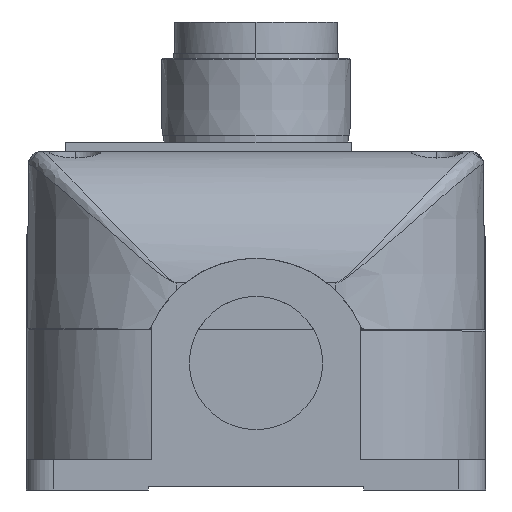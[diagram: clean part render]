
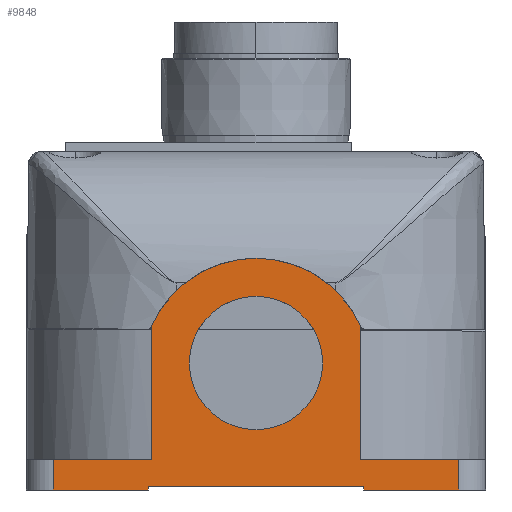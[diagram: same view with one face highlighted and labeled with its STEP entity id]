
A CAD part, left-side view. The second image highlights one B-rep face of the part: STEP entity #9848.
In plain terms, the highlighted planar face has unit normal (-1, 0, 0).
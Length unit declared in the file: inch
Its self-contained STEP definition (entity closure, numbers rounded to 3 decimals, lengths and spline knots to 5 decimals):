
#264 = DIRECTION ( 'NONE',  ( 0., 1., 0. ) ) ;
#572 = ORIENTED_EDGE ( 'NONE', *, *, #13164, .T. ) ;
#831 = LINE ( 'NONE', #20373, #12193 ) ;
#1139 = CARTESIAN_POINT ( 'NONE',  ( 0., -1.42312, 0.37402 ) ) ;
#1147 = DIRECTION ( 'NONE',  ( 0., 0., 1. ) ) ;
#1280 = LINE ( 'NONE', #9406, #16404 ) ;
#1294 = VECTOR ( 'NONE', #3472, 39.37008 ) ;
#1361 = ORIENTED_EDGE ( 'NONE', *, *, #25203, .F. ) ;
#1368 = CARTESIAN_POINT ( 'NONE',  ( 0., -2.68088, 0.18898 ) ) ;
#1414 = CARTESIAN_POINT ( 'NONE',  ( 0., -2.0703, 1.01706 ) ) ;
#1609 = PLANE ( 'NONE',  #6832 ) ;
#1637 = LINE ( 'NONE', #7807, #1294 ) ;
#1828 = CARTESIAN_POINT ( 'NONE',  ( 0., -0.16536, 0. ) ) ;
#2004 = CARTESIAN_POINT ( 'NONE',  ( 0., -0.75383, 0.01969 ) ) ;
#2120 = CARTESIAN_POINT ( 'NONE',  ( 0., -1.42312, 0.7874 ) ) ;
#2887 = LINE ( 'NONE', #6581, #10274 ) ;
#2913 = DIRECTION ( 'NONE',  ( 0., 0., -1. ) ) ;
#3113 = VECTOR ( 'NONE', #13184, 39.37008 ) ;
#3301 = ORIENTED_EDGE ( 'NONE', *, *, #4198, .F. ) ;
#3388 = AXIS2_PLACEMENT_3D ( 'NONE', #19026, #16675, #2913 ) ;
#3472 = DIRECTION ( 'NONE',  ( 0., 1., 0. ) ) ;
#3583 = FACE_BOUND ( 'NONE', #22155, .T. ) ;
#4091 = ORIENTED_EDGE ( 'NONE', *, *, #14301, .F. ) ;
#4198 = EDGE_CURVE ( 'NONE', #10992, #5502, #21229, .T. ) ;
#5125 = ORIENTED_EDGE ( 'NONE', *, *, #20687, .F. ) ;
#5126 = ORIENTED_EDGE ( 'NONE', *, *, #7985, .F. ) ;
#5164 = ORIENTED_EDGE ( 'NONE', *, *, #18943, .T. ) ;
#5375 = CARTESIAN_POINT ( 'NONE',  ( 0., -0.75383, 0. ) ) ;
#5502 = VERTEX_POINT ( 'NONE', #19859 ) ;
#5622 = AXIS2_PLACEMENT_3D ( 'NONE', #19758, #23188, #13855 ) ;
#5783 = EDGE_CURVE ( 'NONE', #18910, #15530, #13505, .T. ) ;
#5897 = CARTESIAN_POINT ( 'NONE',  ( 0., -0.77594, 0.18898 ) ) ;
#5963 = CARTESIAN_POINT ( 'NONE',  ( 0., -2.09241, 0.01969 ) ) ;
#6130 = CARTESIAN_POINT ( 'NONE',  ( 0., -0.16536, 0.18898 ) ) ;
#6581 = CARTESIAN_POINT ( 'NONE',  ( 0., -2.09241, 0.18898 ) ) ;
#6832 = AXIS2_PLACEMENT_3D ( 'NONE', #25821, #17592, #15366 ) ;
#6905 = LINE ( 'NONE', #14884, #3113 ) ;
#7086 = CARTESIAN_POINT ( 'NONE',  ( 0., -2.09241, 0. ) ) ;
#7193 = CARTESIAN_POINT ( 'NONE',  ( 0., -2.0703, 0.18898 ) ) ;
#7327 = DIRECTION ( 'NONE',  ( 0., 0., -1. ) ) ;
#7599 = VERTEX_POINT ( 'NONE', #7086 ) ;
#7652 = ORIENTED_EDGE ( 'NONE', *, *, #25490, .F. ) ;
#7799 = DIRECTION ( 'NONE',  ( 0., 0., -1. ) ) ;
#7807 = CARTESIAN_POINT ( 'NONE',  ( 0., -0.75383, 0. ) ) ;
#7985 = EDGE_CURVE ( 'NONE', #14598, #15530, #25234, .T. ) ;
#8680 = VERTEX_POINT ( 'NONE', #2004 ) ;
#8920 = VECTOR ( 'NONE', #7799, 39.37008 ) ;
#8922 = DIRECTION ( 'NONE',  ( 0., 1., 0. ) ) ;
#9226 = VECTOR ( 'NONE', #21728, 39.37008 ) ;
#9291 = VECTOR ( 'NONE', #24003, 39.37008 ) ;
#9406 = CARTESIAN_POINT ( 'NONE',  ( 0., -0.77594, 1.01706 ) ) ;
#9848 = ADVANCED_FACE ( 'NONE', ( #3583, #11568 ), #1609, .T. ) ;
#9880 = LINE ( 'NONE', #25567, #9291 ) ;
#10274 = VECTOR ( 'NONE', #8922, 39.37008 ) ;
#10679 = DIRECTION ( 'NONE',  ( 0., 0., -1. ) ) ;
#10868 = CARTESIAN_POINT ( 'NONE',  ( 0., -2.68088, 0. ) ) ;
#10992 = VERTEX_POINT ( 'NONE', #1139 ) ;
#11401 = EDGE_CURVE ( 'NONE', #15870, #8680, #21206, .T. ) ;
#11568 = FACE_OUTER_BOUND ( 'NONE', #23975, .T. ) ;
#11665 = CARTESIAN_POINT ( 'NONE',  ( 0., -2.09241, 0.18898 ) ) ;
#11763 = DIRECTION ( 'NONE',  ( 0., 1., 0. ) ) ;
#12193 = VECTOR ( 'NONE', #10679, 39.37008 ) ;
#12663 = ORIENTED_EDGE ( 'NONE', *, *, #13364, .T. ) ;
#12951 = ORIENTED_EDGE ( 'NONE', *, *, #15349, .F. ) ;
#13164 = EDGE_CURVE ( 'NONE', #14731, #21081, #831, .T. ) ;
#13184 = DIRECTION ( 'NONE',  ( 0., 0., -1. ) ) ;
#13364 = EDGE_CURVE ( 'NONE', #15870, #7599, #9880, .T. ) ;
#13422 = LINE ( 'NONE', #1368, #8920 ) ;
#13505 = LINE ( 'NONE', #11665, #16853 ) ;
#13751 = CARTESIAN_POINT ( 'NONE',  ( 0., -2.68088, 0. ) ) ;
#13855 = DIRECTION ( 'NONE',  ( 0., 0., -1. ) ) ;
#13994 = CARTESIAN_POINT ( 'NONE',  ( 0., -2.09241, 0.01969 ) ) ;
#14005 = VECTOR ( 'NONE', #11763, 39.37008 ) ;
#14062 = VERTEX_POINT ( 'NONE', #10868 ) ;
#14169 = VERTEX_POINT ( 'NONE', #5375 ) ;
#14301 = EDGE_CURVE ( 'NONE', #14062, #7599, #23699, .T. ) ;
#14542 = AXIS2_PLACEMENT_3D ( 'NONE', #2120, #15618, #19816 ) ;
#14598 = VERTEX_POINT ( 'NONE', #1414 ) ;
#14670 = CIRCLE ( 'NONE', #3388, 0.41339 ) ;
#14731 = VERTEX_POINT ( 'NONE', #6130 ) ;
#14884 = CARTESIAN_POINT ( 'NONE',  ( 0., -0.75383, 0.18898 ) ) ;
#15053 = EDGE_CURVE ( 'NONE', #14169, #21081, #1637, .T. ) ;
#15349 = EDGE_CURVE ( 'NONE', #5502, #10992, #14670, .T. ) ;
#15366 = DIRECTION ( 'NONE',  ( 0., 0., 1. ) ) ;
#15530 = VERTEX_POINT ( 'NONE', #17270 ) ;
#15618 = DIRECTION ( 'NONE',  ( -1., 0., 0. ) ) ;
#15870 = VERTEX_POINT ( 'NONE', #5963 ) ;
#15898 = VERTEX_POINT ( 'NONE', #19467 ) ;
#16404 = VECTOR ( 'NONE', #1147, 39.37008 ) ;
#16675 = DIRECTION ( 'NONE',  ( -1., 0., 0. ) ) ;
#16853 = VECTOR ( 'NONE', #264, 39.37008 ) ;
#17155 = VECTOR ( 'NONE', #7327, 39.37008 ) ;
#17270 = CARTESIAN_POINT ( 'NONE',  ( 0., -2.0703, 0.18898 ) ) ;
#17592 = DIRECTION ( 'NONE',  ( -1., 0., 0. ) ) ;
#18636 = ORIENTED_EDGE ( 'NONE', *, *, #11401, .F. ) ;
#18910 = VERTEX_POINT ( 'NONE', #25689 ) ;
#18943 = EDGE_CURVE ( 'NONE', #23146, #14731, #2887, .T. ) ;
#18995 = CIRCLE ( 'NONE', #5622, 0.70866 ) ;
#19026 = CARTESIAN_POINT ( 'NONE',  ( 0., -1.42312, 0.7874 ) ) ;
#19188 = ORIENTED_EDGE ( 'NONE', *, *, #5783, .T. ) ;
#19467 = CARTESIAN_POINT ( 'NONE',  ( 0., -0.77594, 1.01706 ) ) ;
#19758 = CARTESIAN_POINT ( 'NONE',  ( 0., -1.42312, 0.72835 ) ) ;
#19816 = DIRECTION ( 'NONE',  ( 0., 0., -1. ) ) ;
#19859 = CARTESIAN_POINT ( 'NONE',  ( 0., -1.42312, 1.20079 ) ) ;
#20373 = CARTESIAN_POINT ( 'NONE',  ( 0., -0.16536, 0.18898 ) ) ;
#20492 = ORIENTED_EDGE ( 'NONE', *, *, #21247, .F. ) ;
#20687 = EDGE_CURVE ( 'NONE', #18910, #14062, #13422, .T. ) ;
#21081 = VERTEX_POINT ( 'NONE', #1828 ) ;
#21206 = LINE ( 'NONE', #13994, #14005 ) ;
#21229 = CIRCLE ( 'NONE', #14542, 0.41339 ) ;
#21247 = EDGE_CURVE ( 'NONE', #23146, #15898, #1280, .T. ) ;
#21728 = DIRECTION ( 'NONE',  ( 0., 1., 0. ) ) ;
#22155 = EDGE_LOOP ( 'NONE', ( #12951, #3301 ) ) ;
#23035 = ORIENTED_EDGE ( 'NONE', *, *, #15053, .F. ) ;
#23146 = VERTEX_POINT ( 'NONE', #5897 ) ;
#23188 = DIRECTION ( 'NONE',  ( 1., 0., 0. ) ) ;
#23699 = LINE ( 'NONE', #13751, #9226 ) ;
#23975 = EDGE_LOOP ( 'NONE', ( #20492, #5164, #572, #23035, #7652, #18636, #12663, #4091, #5125, #19188, #5126, #1361 ) ) ;
#24003 = DIRECTION ( 'NONE',  ( 0., 0., -1. ) ) ;
#25203 = EDGE_CURVE ( 'NONE', #15898, #14598, #18995, .T. ) ;
#25234 = LINE ( 'NONE', #7193, #17155 ) ;
#25490 = EDGE_CURVE ( 'NONE', #8680, #14169, #6905, .T. ) ;
#25567 = CARTESIAN_POINT ( 'NONE',  ( 0., -2.09241, 0.18898 ) ) ;
#25689 = CARTESIAN_POINT ( 'NONE',  ( 0., -2.68088, 0.18898 ) ) ;
#25821 = CARTESIAN_POINT ( 'NONE',  ( 0., -2.09241, 0.18898 ) ) ;
